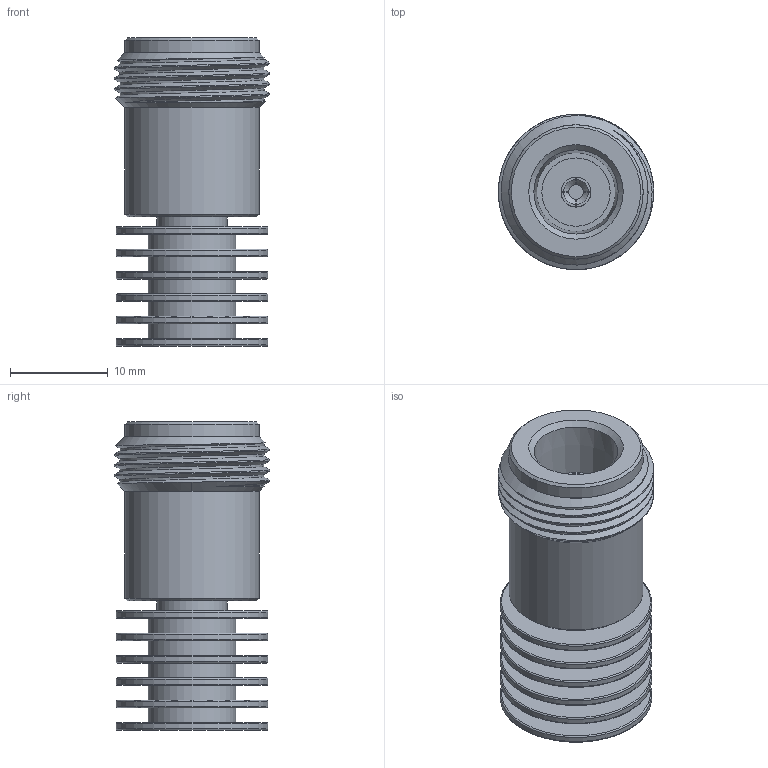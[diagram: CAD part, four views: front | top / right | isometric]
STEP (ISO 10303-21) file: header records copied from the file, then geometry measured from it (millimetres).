
FILE_DESCRIPTION (( 'STEP AP203' ), '1' );
FILE_NAME ('PE6098_3D.STEP', '2020-06-05T17:56:11', ( '' ), ( '' ), 'SwSTEP 2.0', 'SolidWorks 2018', '' );
FILE_SCHEMA (( 'CONFIG_CONTROL_DESIGN' ));
Length unit declared in the file: inch
Products named in the file (1): PE6098_3D
Bounding box: 15.88 x 15.87 x 31.5 mm (x, y, z)
Volume: 3703.7 mm3; surface area: 3606.8 mm2
Topology: 1 solids, 1 shells, 83 faces, 182 edges, 118 vertices
Faces by surface type: plane 31, cylinder 26, torus 12, cone 11, bspline 3
Full cylindrical faces by diameter (mm): 1.524 x1, 3.048 x1, 6.985 x1, 7.154 x1, 8.95 x5, 13.716 x2, 15.494 x6
Entity records: 3500 total; most frequent: CARTESIAN_POINT 1845, DIRECTION 320, ORIENTED_EDGE 280, AXIS2_PLACEMENT_3D 149, EDGE_CURVE 140, EDGE_LOOP 134, FACE_OUTER_BOUND 112, VERTEX_POINT 110
